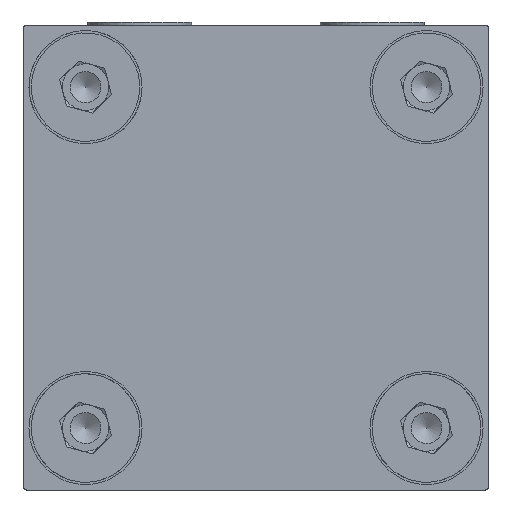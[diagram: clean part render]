
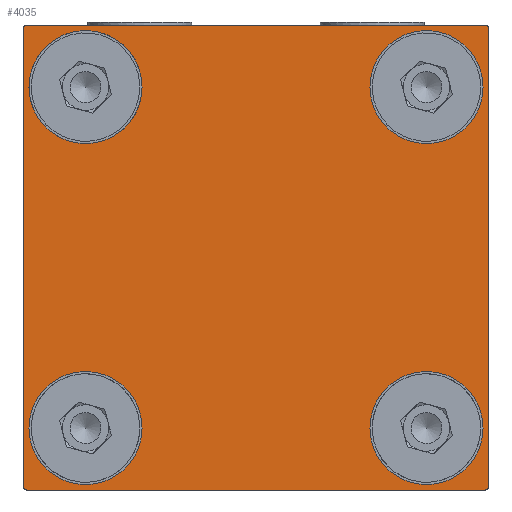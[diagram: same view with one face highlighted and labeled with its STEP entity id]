
A CAD part, front view. The second image highlights one B-rep face of the part: STEP entity #4035.
In plain terms, the highlighted planar face has unit normal (0, -1, 0).
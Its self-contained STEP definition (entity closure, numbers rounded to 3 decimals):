
#189=LINE('',#5356,#375);
#194=LINE('',#5367,#380);
#197=LINE('',#5377,#383);
#238=LINE('',#5571,#424);
#375=VECTOR('',#4537,1000.);
#380=VECTOR('',#4544,1000.);
#383=VECTOR('',#4555,1000.);
#424=VECTOR('',#4696,1000.);
#703=ORIENTED_EDGE('',*,*,#1410,.T.);
#704=ORIENTED_EDGE('',*,*,#1411,.T.);
#705=ORIENTED_EDGE('',*,*,#1412,.T.);
#706=ORIENTED_EDGE('',*,*,#1413,.T.);
#707=ORIENTED_EDGE('',*,*,#1329,.F.);
#708=ORIENTED_EDGE('',*,*,#1333,.T.);
#709=ORIENTED_EDGE('',*,*,#1334,.F.);
#710=ORIENTED_EDGE('',*,*,#1322,.T.);
#711=ORIENTED_EDGE('',*,*,#1324,.F.);
#712=ORIENTED_EDGE('',*,*,#1409,.T.);
#713=ORIENTED_EDGE('',*,*,#1414,.F.);
#714=ORIENTED_EDGE('',*,*,#1338,.T.);
#1322=EDGE_CURVE('',#1703,#1702,#1961,.F.);
#1324=EDGE_CURVE('',#1704,#1702,#189,.T.);
#1329=EDGE_CURVE('',#1708,#1709,#194,.T.);
#1333=EDGE_CURVE('',#1708,#1711,#1963,.F.);
#1334=EDGE_CURVE('',#1703,#1711,#197,.T.);
#1338=EDGE_CURVE('',#1714,#1709,#1966,.F.);
#1409=EDGE_CURVE('',#1704,#1764,#1988,.F.);
#1410=EDGE_CURVE('',#1765,#1765,#1989,.T.);
#1411=EDGE_CURVE('',#1766,#1766,#1990,.T.);
#1412=EDGE_CURVE('',#1767,#1767,#1991,.T.);
#1413=EDGE_CURVE('',#1768,#1768,#1992,.T.);
#1414=EDGE_CURVE('',#1714,#1764,#238,.T.);
#1702=VERTEX_POINT('',#5351);
#1703=VERTEX_POINT('',#5353);
#1704=VERTEX_POINT('',#5357);
#1708=VERTEX_POINT('',#5366);
#1709=VERTEX_POINT('',#5368);
#1711=VERTEX_POINT('',#5374);
#1714=VERTEX_POINT('',#5386);
#1764=VERTEX_POINT('',#5560);
#1765=VERTEX_POINT('',#5564);
#1766=VERTEX_POINT('',#5566);
#1767=VERTEX_POINT('',#5568);
#1768=VERTEX_POINT('',#5570);
#1961=CIRCLE('',#4203,0.2);
#1963=CIRCLE('',#4208,0.2);
#1966=CIRCLE('',#4214,0.2);
#1988=CIRCLE('',#4254,0.2);
#1989=CIRCLE('',#4256,3.65);
#1990=CIRCLE('',#4257,3.65);
#1991=CIRCLE('',#4258,3.65);
#1992=CIRCLE('',#4259,3.65);
#2127=EDGE_LOOP('',(#703));
#2128=EDGE_LOOP('',(#704));
#2129=EDGE_LOOP('',(#705));
#2130=EDGE_LOOP('',(#706));
#2131=EDGE_LOOP('',(#707,#708,#709,#710,#711,#712,#713,#714));
#2389=FACE_BOUND('',#2127,.T.);
#2390=FACE_BOUND('',#2128,.T.);
#2391=FACE_BOUND('',#2129,.T.);
#2392=FACE_BOUND('',#2130,.T.);
#2393=FACE_BOUND('',#2131,.T.);
#2629=PLANE('',#4255);
#4035=ADVANCED_FACE('',(#2389,#2390,#2391,#2392,#2393),#2629,.F.);
#4203=AXIS2_PLACEMENT_3D('',#5352,#4532,#4533);
#4208=AXIS2_PLACEMENT_3D('',#5375,#4551,#4552);
#4214=AXIS2_PLACEMENT_3D('',#5385,#4565,#4566);
#4254=AXIS2_PLACEMENT_3D('',#5561,#4684,#4685);
#4255=AXIS2_PLACEMENT_3D('',#5562,#4686,#4687);
#4256=AXIS2_PLACEMENT_3D('',#5563,#4688,#4689);
#4257=AXIS2_PLACEMENT_3D('',#5565,#4690,#4691);
#4258=AXIS2_PLACEMENT_3D('',#5567,#4692,#4693);
#4259=AXIS2_PLACEMENT_3D('',#5569,#4694,#4695);
#4532=DIRECTION('',(0.,1.,0.));
#4533=DIRECTION('',(0.,0.,1.));
#4537=DIRECTION('',(0.,0.,-1.));
#4544=DIRECTION('',(0.,0.,1.));
#4551=DIRECTION('',(0.,1.,0.));
#4552=DIRECTION('',(0.,0.,1.));
#4555=DIRECTION('',(-1.,0.,0.));
#4565=DIRECTION('',(0.,1.,0.));
#4566=DIRECTION('',(0.,0.,1.));
#4684=DIRECTION('',(0.,1.,0.));
#4685=DIRECTION('',(0.,0.,1.));
#4686=DIRECTION('',(0.,1.,0.));
#4687=DIRECTION('',(0.,0.,1.));
#4688=DIRECTION('',(0.,1.,0.));
#4689=DIRECTION('',(0.,0.,-1.));
#4690=DIRECTION('',(0.,1.,0.));
#4691=DIRECTION('',(0.,0.,-1.));
#4692=DIRECTION('',(0.,1.,0.));
#4693=DIRECTION('',(0.,0.,-1.));
#4694=DIRECTION('',(0.,1.,0.));
#4695=DIRECTION('',(0.,0.,-1.));
#4696=DIRECTION('',(1.,0.,0.));
#5351=CARTESIAN_POINT('',(15.,-10.,-14.8));
#5352=CARTESIAN_POINT('',(14.8,-10.,-14.8));
#5353=CARTESIAN_POINT('',(14.8,-10.,-15.));
#5356=CARTESIAN_POINT('',(15.,-10.,15.));
#5357=CARTESIAN_POINT('',(15.,-10.,14.8));
#5366=CARTESIAN_POINT('',(-15.,-10.,-14.8));
#5367=CARTESIAN_POINT('',(-15.,-10.,-15.));
#5368=CARTESIAN_POINT('',(-15.,-10.,14.8));
#5374=CARTESIAN_POINT('',(-14.8,-10.,-15.));
#5375=CARTESIAN_POINT('',(-14.8,-10.,-14.8));
#5377=CARTESIAN_POINT('',(15.,-10.,-15.));
#5385=CARTESIAN_POINT('',(-14.8,-10.,14.8));
#5386=CARTESIAN_POINT('',(-14.8,-10.,15.));
#5560=CARTESIAN_POINT('',(14.8,-10.,15.));
#5561=CARTESIAN_POINT('',(14.8,-10.,14.8));
#5562=CARTESIAN_POINT('',(0.,-10.,0.));
#5563=CARTESIAN_POINT('',(-11.,-10.,-11.));
#5564=CARTESIAN_POINT('',(-11.,-10.,-14.65));
#5565=CARTESIAN_POINT('',(11.,-10.,-11.));
#5566=CARTESIAN_POINT('',(11.,-10.,-14.65));
#5567=CARTESIAN_POINT('',(11.,-10.,11.));
#5568=CARTESIAN_POINT('',(11.,-10.,7.35));
#5569=CARTESIAN_POINT('',(-11.,-10.,11.));
#5570=CARTESIAN_POINT('',(-11.,-10.,7.35));
#5571=CARTESIAN_POINT('',(-15.,-10.,15.));
